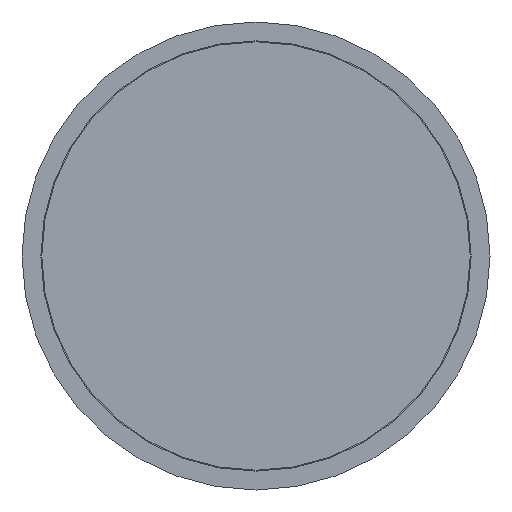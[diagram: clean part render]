
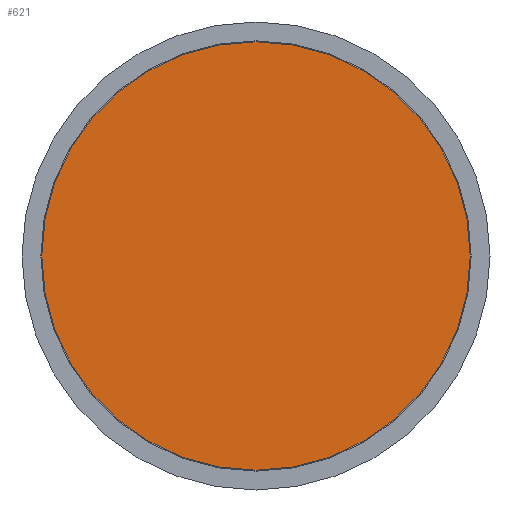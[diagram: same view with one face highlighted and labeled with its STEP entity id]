
A CAD part, front view. The second image highlights one B-rep face of the part: STEP entity #621.
In plain terms, the highlighted planar face has unit normal (0, -1, 0).
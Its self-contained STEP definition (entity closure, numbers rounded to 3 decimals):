
#7 = CARTESIAN_POINT ( 'NONE',  ( -56.75, 0., 0. ) ) ;
#81 = DIRECTION ( 'NONE',  ( 0., 1., 0. ) ) ;
#152 = EDGE_LOOP ( 'NONE', ( #752 ) ) ;
#153 = VERTEX_POINT ( 'NONE', #293 ) ;
#161 = DIRECTION ( 'NONE',  ( 0., -1., 0. ) ) ;
#258 = AXIS2_PLACEMENT_3D ( 'NONE', #7, #81, #692 ) ;
#293 = CARTESIAN_POINT ( 'NONE',  ( 0., 0., -56.75 ) ) ;
#412 = EDGE_CURVE ( 'NONE', #153, #153, #788, .T. ) ;
#450 = PLANE ( 'NONE',  #258 ) ;
#466 = FACE_OUTER_BOUND ( 'NONE', #152, .T. ) ;
#621 = ADVANCED_FACE ( 'NONE', ( #466 ), #450, .F. ) ;
#692 = DIRECTION ( 'NONE',  ( 0., 0., 1. ) ) ;
#752 = ORIENTED_EDGE ( 'NONE', *, *, #412, .T. ) ;
#773 = AXIS2_PLACEMENT_3D ( 'NONE', #783, #161, #861 ) ;
#783 = CARTESIAN_POINT ( 'NONE',  ( 0., 0., 0. ) ) ;
#788 = CIRCLE ( 'NONE', #773, 56.75 ) ;
#861 = DIRECTION ( 'NONE',  ( 0., 0., -1. ) ) ;
